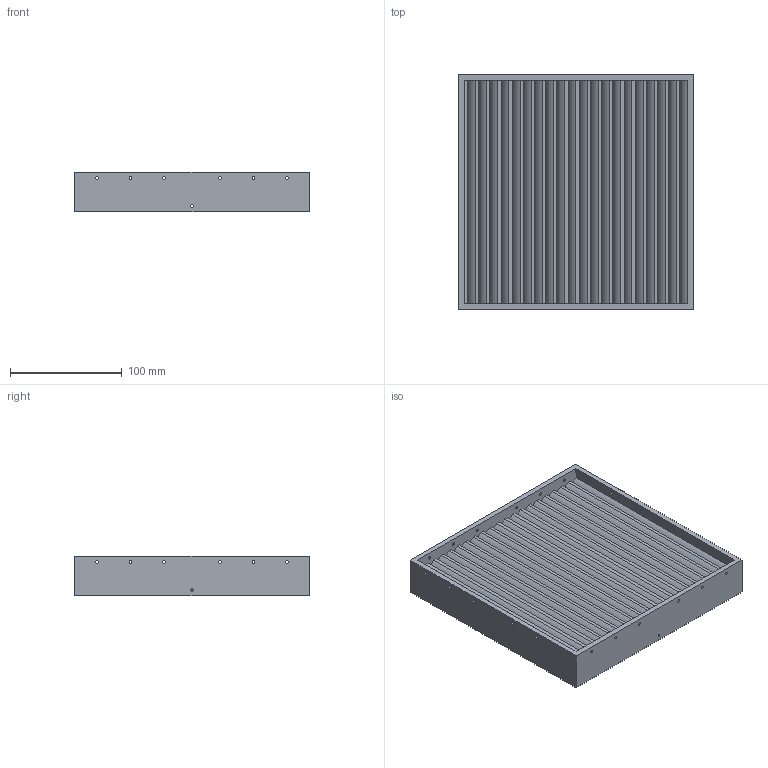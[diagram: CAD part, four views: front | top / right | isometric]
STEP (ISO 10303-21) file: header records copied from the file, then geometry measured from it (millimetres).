
FILE_DESCRIPTION(/* description */ (''),/* implementation_level */ '2;1');
FILE_NAME(/* name */ 'lichtschutz_wood.stp',/* time_stamp */ '2020-11-02T14:41:25+01:00',/* author */ ('Dane'),/* organization */ (''),/* preprocessor_version */ 'ST-DEVELOPER v18',/* originating_system */ 'Autodesk Inventor 2020',/* authorisation */ '');
FILE_SCHEMA (('AUTOMOTIVE_DESIGN { 1 0 10303 214 3 1 1 }'));
Length unit declared in the file: millimetre
Products named in the file (1): lichtschutz_woodversion
Bounding box: 210 x 210 x 35 mm (x, y, z)
Volume: 393800 mm3; surface area: 339572.8 mm2
Topology: 1 solids, 1 shells, 104 faces, 377 edges, 258 vertices
Faces by surface type: cylinder 70, plane 34
Full cylindrical faces by diameter (mm): 2.5 x28
Entity records: 4350 total; most frequent: ORIENTED_EDGE 754, DIRECTION 747, CARTESIAN_POINT 740, EDGE_CURVE 377, AXIS2_PLACEMENT_3D 265, VERTEX_POINT 258, LINE 217, VECTOR 217
